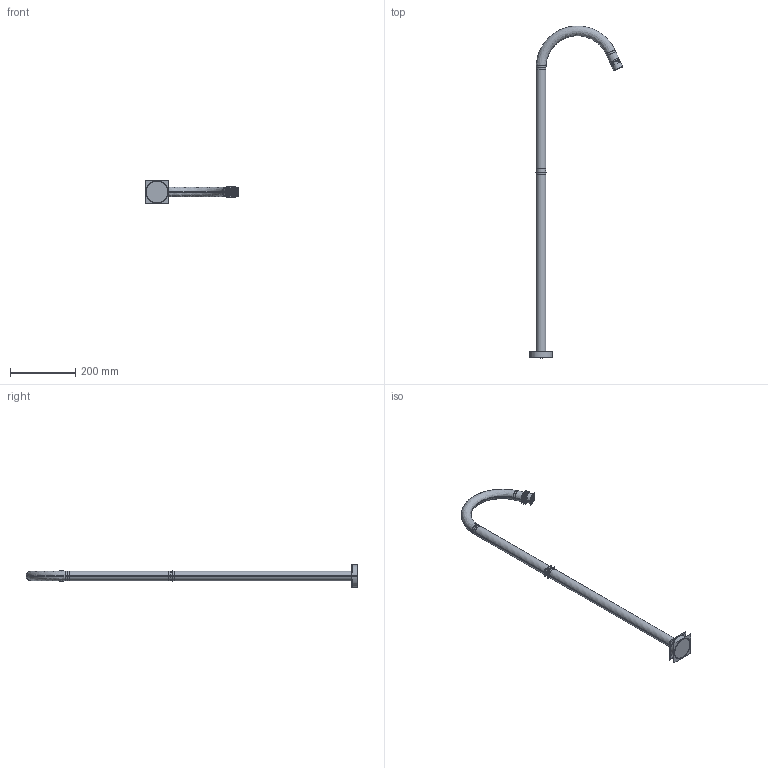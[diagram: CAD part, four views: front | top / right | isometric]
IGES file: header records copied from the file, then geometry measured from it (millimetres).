
Start section:  PTC IGES file: DE0370FC.igs
Global section: file name: DE0370FC.igs; native system: Pro/ENGINEER by Parametric Technology Corporation; preprocessor: 2009360; author: user321; organization: Unknown; date: 20191226.154115; units: millimetre
Bounding box: 287.63 x 1019.8 x 72.85 mm (x, y, z)
Volume: 493263.1 mm3; surface area: 872831.3 mm2
Topology: 8 solids, 11 shells, 414 faces, 2108 edges, 2694 vertices
Faces by surface type: revolution 268, bspline 146
